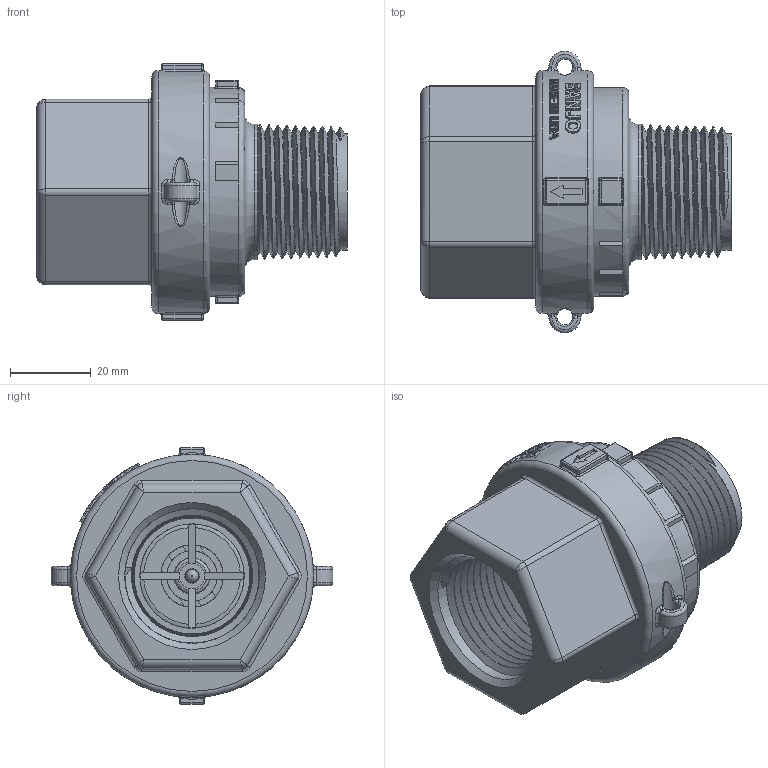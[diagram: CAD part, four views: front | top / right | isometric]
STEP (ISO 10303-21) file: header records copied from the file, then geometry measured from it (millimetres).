
FILE_DESCRIPTION(/* description */ ('1" NPT CHECKVALVE MALE HALF'),/* implementation_level */ '2;1');
FILE_NAME(/* name */ 'CV112MT.stp',/* time_stamp */ '2015-03-30T10:43:55-04:00',/* author */ ('mclevenger'),/* organization */ (''),/* preprocessor_version */ 'ST-DEVELOPER v15.6',/* originating_system */ 'Autodesk Inventor 2015',/* authorisation */ '');
FILE_SCHEMA (('AUTOMOTIVE_DESIGN { 1 0 10303 214 3 1 1 }'));
Products named in the file (7): CV10256; CVMT10254X; CVMT10254; CV10155; CV10175; CVW112; CV112MT
Assembly tree (6 placements, depth 3):
  CV112MT
    CV10256
    CVMT10254
      CVMT10254X
    CV10155
    CV10175
    CVW112
Bounding box: 77.01 x 69.77 x 63.5 mm (x, y, z)
Volume: 76970.2 mm3; surface area: 41963 mm2
Topology: 5 solids, 5 shells, 1005 faces, 2843 edges, 1811 vertices
Faces by surface type: cylinder 467, plane 216, bspline 190, torus 80, cone 36, sphere 16
Full cylindrical faces by diameter (mm): 3.175 x1, 3.556 x1, 3.969 x2, 4.762 x1, 5.08 x1, 12.548 x1, 15.494 x1, 17.462 x1, 19.05 x1, 25.908 x2, 29.21 x1, 33.528 x1, 39.649 x1, 43.18 x1, 43.917 x1, 45.212 x1, 51.816 x1, 52.324 x1, 60.249 x1
Entity records: 59824 total; most frequent: CARTESIAN_POINT 36984, ORIENTED_EDGE 5318, DIRECTION 3696, EDGE_CURVE 2659, VERTEX_POINT 1737, AXIS2_PLACEMENT_3D 1399, EDGE_LOOP 1180, B_SPLINE_CURVE_WITH_KNOTS 1152
